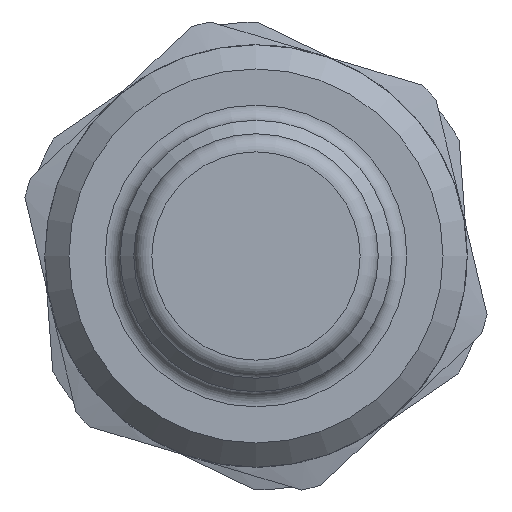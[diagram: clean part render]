
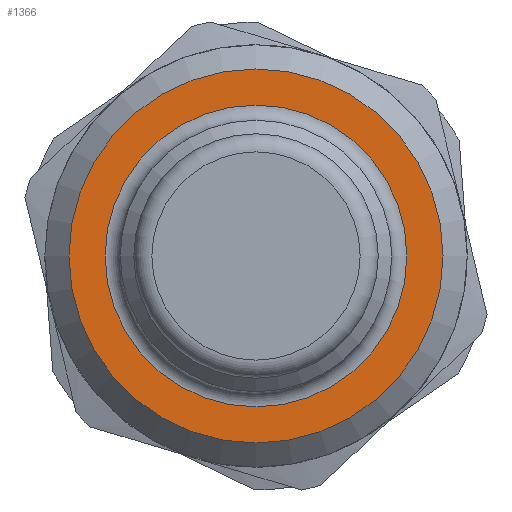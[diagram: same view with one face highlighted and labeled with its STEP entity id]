
A CAD part, left-side view. The second image highlights one B-rep face of the part: STEP entity #1366.
In plain terms, the highlighted planar face has unit normal (-1, 0, 0).
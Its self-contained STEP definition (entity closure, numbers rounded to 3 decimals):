
#1335=CARTESIAN_POINT('',(14.1,5.0,0.));
#1336=VERTEX_POINT('',#1335);
#1337=CARTESIAN_POINT('',(14.1,0.0,0.0));
#1338=DIRECTION('',(-1.0,0.0,0.0));
#1339=DIRECTION('',(0.0,-1.0,0.0));
#1340=AXIS2_PLACEMENT_3D('',#1337,#1338,#1339);
#1341=CIRCLE('',#1340,5.0);
#1342=EDGE_CURVE('',#1336,#1336,#1341,.T.);
#1347=CARTESIAN_POINT('',(14.1,5.75,0.0));
#1348=DIRECTION('',(-1.0,0.0,0.0));
#1349=DIRECTION('',(0.0,0.0,1.0));
#1350=AXIS2_PLACEMENT_3D('',#1347,#1348,#1349);
#1351=PLANE('',#1350);
#1352=CARTESIAN_POINT('',(14.1,6.2,0.));
#1353=VERTEX_POINT('',#1352);
#1354=CARTESIAN_POINT('',(14.1,0.0,0.0));
#1355=DIRECTION('',(1.0,0.0,0.0));
#1356=DIRECTION('',(0.0,-1.0,0.0));
#1357=AXIS2_PLACEMENT_3D('',#1354,#1355,#1356);
#1358=CIRCLE('',#1357,6.2);
#1359=EDGE_CURVE('',#1353,#1353,#1358,.T.);
#1360=ORIENTED_EDGE('',*,*,#1359,.F.);
#1361=EDGE_LOOP('',(#1360));
#1362=FACE_OUTER_BOUND('',#1361,.T.);
#1363=ORIENTED_EDGE('',*,*,#1342,.F.);
#1364=EDGE_LOOP('',(#1363));
#1365=FACE_BOUND('',#1364,.T.);
#1366=ADVANCED_FACE('',(#1362,#1365),#1351,.T.);
